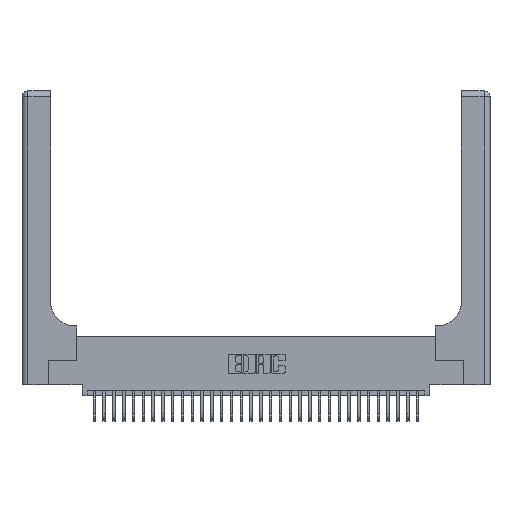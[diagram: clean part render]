
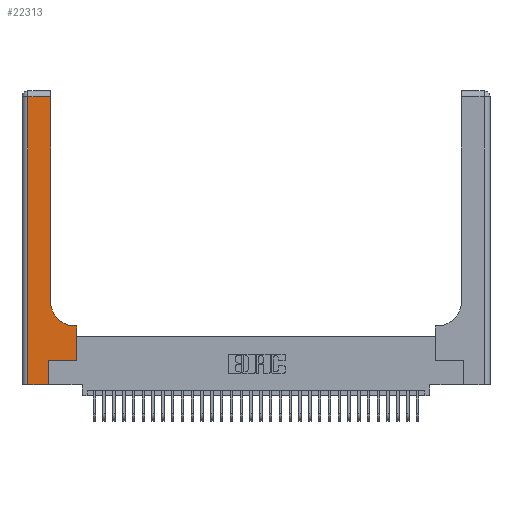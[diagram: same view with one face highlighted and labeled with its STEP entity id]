
A CAD part, top view. The second image highlights one B-rep face of the part: STEP entity #22313.
In plain terms, the highlighted planar face has unit normal (0, 0, 1).
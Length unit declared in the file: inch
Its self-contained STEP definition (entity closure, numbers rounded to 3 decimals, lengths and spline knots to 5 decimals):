
#40 = PLANE ( 'NONE',  #20362 ) ;
#1458 = EDGE_CURVE ( 'NONE', #21294, #25924, #11301, .T. ) ;
#1880 = LINE ( 'NONE', #31241, #15332 ) ;
#2067 = DIRECTION ( 'NONE',  ( 0., 0., -1. ) ) ;
#2625 = VERTEX_POINT ( 'NONE', #7219 ) ;
#2753 = DIRECTION ( 'NONE',  ( 0., 0., -1. ) ) ;
#4144 = ORIENTED_EDGE ( 'NONE', *, *, #22259, .T. ) ;
#5230 = CARTESIAN_POINT ( 'NONE',  ( 0.5585, 0.25, 0.37 ) ) ;
#5301 = ORIENTED_EDGE ( 'NONE', *, *, #28920, .T. ) ;
#5826 = ORIENTED_EDGE ( 'NONE', *, *, #11949, .T. ) ;
#6505 = CARTESIAN_POINT ( 'NONE',  ( 0.269, 0.25, 0.37 ) ) ;
#6619 = DIRECTION ( 'NONE',  ( -1., 0., 0. ) ) ;
#6626 = VERTEX_POINT ( 'NONE', #24139 ) ;
#7097 = EDGE_CURVE ( 'NONE', #2625, #31652, #1880, .T. ) ;
#7219 = CARTESIAN_POINT ( 'NONE',  ( 0.269, 0., 0.37 ) ) ;
#7498 = ORIENTED_EDGE ( 'NONE', *, *, #1458, .T. ) ;
#7740 = FACE_OUTER_BOUND ( 'NONE', #30052, .T. ) ;
#7904 = LINE ( 'NONE', #30225, #20481 ) ;
#8432 = DIRECTION ( 'NONE',  ( 1., 0., 0. ) ) ;
#8888 = DIRECTION ( 'NONE',  ( 0., -1., 0. ) ) ;
#9412 = VECTOR ( 'NONE', #31837, 39.37008 ) ;
#9516 = ORIENTED_EDGE ( 'NONE', *, *, #7097, .T. ) ;
#10038 = VECTOR ( 'NONE', #6619, 39.37008 ) ;
#10181 = CARTESIAN_POINT ( 'NONE',  ( 0.269, 0.25, 0.37 ) ) ;
#10654 = CARTESIAN_POINT ( 'NONE',  ( 0.2915, 3., 0.37 ) ) ;
#10698 = CARTESIAN_POINT ( 'NONE',  ( 0., 3., 0.37 ) ) ;
#10960 = ORIENTED_EDGE ( 'NONE', *, *, #12684, .T. ) ;
#11301 = LINE ( 'NONE', #10654, #18454 ) ;
#11750 = ORIENTED_EDGE ( 'NONE', *, *, #30696, .T. ) ;
#11949 = EDGE_CURVE ( 'NONE', #12735, #26685, #23852, .T. ) ;
#11983 = EDGE_CURVE ( 'NONE', #16438, #34016, #7904, .T. ) ;
#12550 = CARTESIAN_POINT ( 'NONE',  ( 0.06, 0., 0.37 ) ) ;
#12684 = EDGE_CURVE ( 'NONE', #25924, #16438, #31449, .T. ) ;
#12735 = VERTEX_POINT ( 'NONE', #14826 ) ;
#12882 = DIRECTION ( 'NONE',  ( 1., 0., 0. ) ) ;
#12948 = CIRCLE ( 'NONE', #23840, 0.25 ) ;
#14654 = ORIENTED_EDGE ( 'NONE', *, *, #11983, .T. ) ;
#14826 = CARTESIAN_POINT ( 'NONE',  ( 0.5585, 0.6, 0.37 ) ) ;
#15332 = VECTOR ( 'NONE', #28576, 39.37008 ) ;
#15416 = CARTESIAN_POINT ( 'NONE',  ( 0.06, 2.94, 0.37 ) ) ;
#16438 = VERTEX_POINT ( 'NONE', #15416 ) ;
#17330 = LINE ( 'NONE', #10181, #30730 ) ;
#18011 = CARTESIAN_POINT ( 'NONE',  ( 0.2915, 0.85, 0.37 ) ) ;
#18150 = CARTESIAN_POINT ( 'NONE',  ( 0.5415, 0.85, 0.37 ) ) ;
#18282 = LINE ( 'NONE', #24507, #19125 ) ;
#18454 = VECTOR ( 'NONE', #24073, 39.37008 ) ;
#19125 = VECTOR ( 'NONE', #8432, 39.37008 ) ;
#20362 = AXIS2_PLACEMENT_3D ( 'NONE', #10698, #2753, #21534 ) ;
#20481 = VECTOR ( 'NONE', #8888, 39.37008 ) ;
#20848 = DIRECTION ( 'NONE',  ( 1., 0., 0. ) ) ;
#21294 = VERTEX_POINT ( 'NONE', #18011 ) ;
#21534 = DIRECTION ( 'NONE',  ( -1., 0., 0. ) ) ;
#22152 = CARTESIAN_POINT ( 'NONE',  ( 0.2915, 0.6, 0.37 ) ) ;
#22173 = VECTOR ( 'NONE', #24859, 39.37008 ) ;
#22259 = EDGE_CURVE ( 'NONE', #6626, #12735, #23690, .T. ) ;
#22313 = ADVANCED_FACE ( 'NONE', ( #7740 ), #40, .F. ) ;
#22703 = CARTESIAN_POINT ( 'NONE',  ( 0.2915, 2.94, 0.37 ) ) ;
#23690 = LINE ( 'NONE', #5230, #9412 ) ;
#23840 = AXIS2_PLACEMENT_3D ( 'NONE', #18150, #2067, #20848 ) ;
#23852 = LINE ( 'NONE', #22152, #22173 ) ;
#24073 = DIRECTION ( 'NONE',  ( 0., 1., 0. ) ) ;
#24139 = CARTESIAN_POINT ( 'NONE',  ( 0.5585, 0.25, 0.37 ) ) ;
#24507 = CARTESIAN_POINT ( 'NONE',  ( 0., 0., 0.37 ) ) ;
#24859 = DIRECTION ( 'NONE',  ( -1., 0., 0. ) ) ;
#25924 = VERTEX_POINT ( 'NONE', #22703 ) ;
#26685 = VERTEX_POINT ( 'NONE', #33648 ) ;
#26827 = EDGE_CURVE ( 'NONE', #31652, #6626, #17330, .T. ) ;
#28560 = ORIENTED_EDGE ( 'NONE', *, *, #26827, .T. ) ;
#28576 = DIRECTION ( 'NONE',  ( 0., 1., 0. ) ) ;
#28920 = EDGE_CURVE ( 'NONE', #26685, #21294, #12948, .T. ) ;
#30052 = EDGE_LOOP ( 'NONE', ( #7498, #10960, #14654, #11750, #9516, #28560, #4144, #5826, #5301 ) ) ;
#30225 = CARTESIAN_POINT ( 'NONE',  ( 0.06, 3., 0.37 ) ) ;
#30696 = EDGE_CURVE ( 'NONE', #34016, #2625, #18282, .T. ) ;
#30730 = VECTOR ( 'NONE', #12882, 39.37008 ) ;
#31241 = CARTESIAN_POINT ( 'NONE',  ( 0.269, 0., 0.37 ) ) ;
#31449 = LINE ( 'NONE', #33331, #10038 ) ;
#31652 = VERTEX_POINT ( 'NONE', #6505 ) ;
#31837 = DIRECTION ( 'NONE',  ( 0., 1., 0. ) ) ;
#33331 = CARTESIAN_POINT ( 'NONE',  ( 0., 2.94, 0.37 ) ) ;
#33648 = CARTESIAN_POINT ( 'NONE',  ( 0.5415, 0.6, 0.37 ) ) ;
#34016 = VERTEX_POINT ( 'NONE', #12550 ) ;
